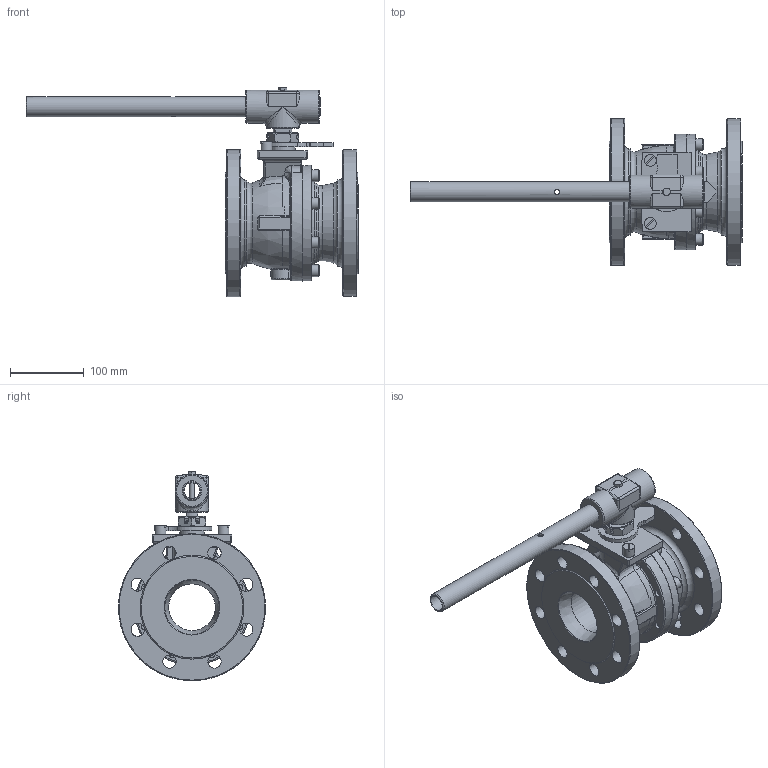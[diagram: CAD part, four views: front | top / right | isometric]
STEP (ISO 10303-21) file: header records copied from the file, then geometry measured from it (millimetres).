
FILE_DESCRIPTION(/* description */ (''),/* implementation_level */ '2;1');
FILE_NAME(/* name */ 'GA-F53-30-D16-W-A-1.stp',/* time_stamp */ '2019-09-18T16:39:48+01:00',/* author */ ('jaday'),/* organization */ (''),/* preprocessor_version */ 'ST-DEVELOPER v16.1',/* originating_system */ 'Autodesk Inventor 2016',/* authorisation */ '');
FILE_SCHEMA (('AUTOMOTIVE_DESIGN { 1 0 10303 214 3 1 1 }'));
Length unit declared in the file: millimetre
Products named in the file (1): GA-F53-30-D16-W-A-1
Bounding box: 451.45 x 200 x 284.87 mm (x, y, z)
Volume: 2716977 mm3; surface area: 356650.2 mm2
Topology: 1 solids, 3 shells, 554 faces, 1384 edges, 838 vertices
Faces by surface type: plane 230, cylinder 153, bspline 79, cone 42, torus 33, sphere 17
Full cylindrical faces by diameter (mm): 7 x2, 8.376 x8, 10 x8, 15.84 x2, 16 x8, 18 x16, 21.7 x1, 26.9 x1, 33.765 x1, 45 x2, 63.5 x1, 117.5 x1, 122 x1, 138 x1, 157.2 x2, 200 x2
Entity records: 19112 total; most frequent: CARTESIAN_POINT 6360, ORIENTED_EDGE 2460, DIRECTION 2412, EDGE_CURVE 1229, AXIS2_PLACEMENT_3D 934, VERTEX_POINT 799, EDGE_LOOP 741, FACE_OUTER_BOUND 554
